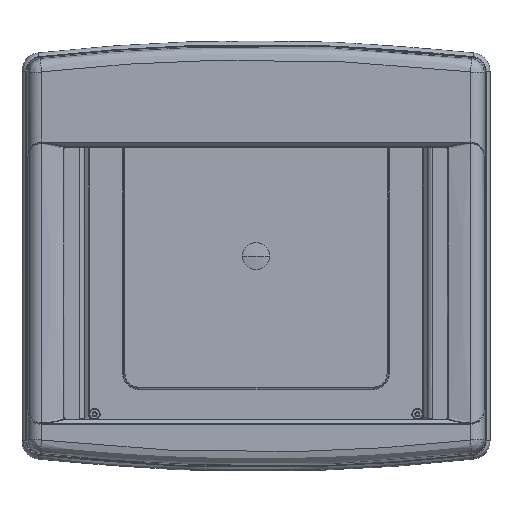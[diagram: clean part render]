
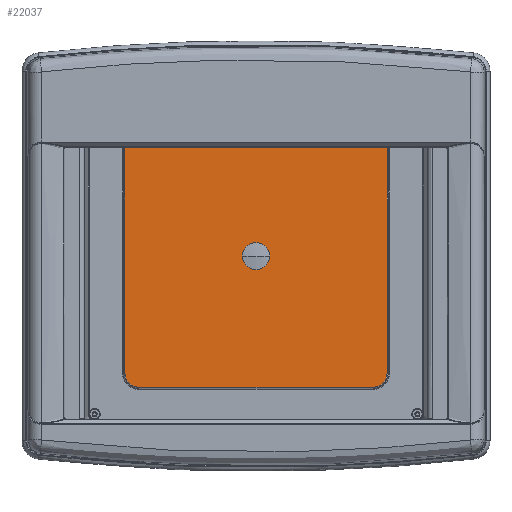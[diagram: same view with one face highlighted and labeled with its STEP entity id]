
A CAD part, top view. The second image highlights one B-rep face of the part: STEP entity #22037.
In plain terms, the highlighted planar face has unit normal (0, 0, 1).
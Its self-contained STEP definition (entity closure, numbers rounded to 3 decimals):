
#21972 = VERTEX_POINT ( 'NONE', #23038 ) ;
#22006 = EDGE_CURVE ( 'NONE', #28183, #28195, #22972, .T. ) ;
#22017 = EDGE_CURVE ( 'NONE', #22033, #22150, #23085, .T. ) ;
#22025 = ORIENTED_EDGE ( 'NONE', *, *, #22115, .F. ) ;
#22027 = EDGE_CURVE ( 'NONE', #22028, #22033, #23074, .T. ) ;
#22028 = VERTEX_POINT ( 'NONE', #23076 ) ;
#22033 = VERTEX_POINT ( 'NONE', #23087 ) ;
#22037 = ADVANCED_FACE ( 'NONE', ( #23067, #22995 ), #22983, .T. ) ;
#22039 = VERTEX_POINT ( 'NONE', #23097 ) ;
#22041 = EDGE_CURVE ( 'NONE', #22039, #22069, #23046, .T. ) ;
#22044 = ORIENTED_EDGE ( 'NONE', *, *, #22041, .F. ) ;
#22046 = EDGE_CURVE ( 'NONE', #21972, #22039, #23113, .T. ) ;
#22051 = ORIENTED_EDGE ( 'NONE', *, *, #22046, .F. ) ;
#22053 = ORIENTED_EDGE ( 'NONE', *, *, #22132, .F. ) ;
#22061 = ORIENTED_EDGE ( 'NONE', *, *, #28201, .T. ) ;
#22069 = VERTEX_POINT ( 'NONE', #23243 ) ;
#22072 = EDGE_LOOP ( 'NONE', ( #22044, #22051, #22053, #22144, #22155, #22140, #22153, #22025 ) ) ;
#22080 = ORIENTED_EDGE ( 'NONE', *, *, #22006, .T. ) ;
#22084 = EDGE_LOOP ( 'NONE', ( #22061, #22080 ) ) ;
#22115 = EDGE_CURVE ( 'NONE', #22069, #22028, #23415, .T. ) ;
#22132 = EDGE_CURVE ( 'NONE', #22138, #21972, #23505, .T. ) ;
#22135 = VERTEX_POINT ( 'NONE', #23493 ) ;
#22138 = VERTEX_POINT ( 'NONE', #23492 ) ;
#22140 = ORIENTED_EDGE ( 'NONE', *, *, #22017, .F. ) ;
#22144 = ORIENTED_EDGE ( 'NONE', *, *, #22149, .F. ) ;
#22146 = EDGE_CURVE ( 'NONE', #22150, #22135, #23412, .T. ) ;
#22149 = EDGE_CURVE ( 'NONE', #22135, #22138, #23521, .T. ) ;
#22150 = VERTEX_POINT ( 'NONE', #23487 ) ;
#22153 = ORIENTED_EDGE ( 'NONE', *, *, #22027, .F. ) ;
#22155 = ORIENTED_EDGE ( 'NONE', *, *, #22146, .F. ) ;
#22972 = CIRCLE ( 'NONE', #23110, 8. ) ;
#22980 = CARTESIAN_POINT ( 'NONE',  ( -69., -69., -38. ) ) ;
#22983 = PLANE ( 'NONE',  #23000 ) ;
#22995 = FACE_OUTER_BOUND ( 'NONE', #22072, .T. ) ;
#23000 = AXIS2_PLACEMENT_3D ( 'NONE', #23065, #23009, #23052 ) ;
#23009 = DIRECTION ( 'NONE',  ( 0., 0., 1. ) ) ;
#23038 = CARTESIAN_POINT ( 'NONE',  ( 69., 77.104, -38. ) ) ;
#23041 = DIRECTION ( 'NONE',  ( 0., -1., 0. ) ) ;
#23043 = VECTOR ( 'NONE', #23041, 1000. ) ;
#23045 = CARTESIAN_POINT ( 'NONE',  ( 77.104, 0., -38. ) ) ;
#23046 = LINE ( 'NONE', #23045, #23043 ) ;
#23052 = DIRECTION ( 'NONE',  ( 1., 0., 0. ) ) ;
#23058 = AXIS2_PLACEMENT_3D ( 'NONE', #23064, #23159, #23157 ) ;
#23064 = CARTESIAN_POINT ( 'NONE',  ( 69., 69., -38. ) ) ;
#23065 = CARTESIAN_POINT ( 'NONE',  ( -90.174, -90.174, -38. ) ) ;
#23067 = FACE_BOUND ( 'NONE', #22084, .T. ) ;
#23069 = DIRECTION ( 'NONE',  ( -1., 0., 0. ) ) ;
#23071 = VECTOR ( 'NONE', #23069, 1000. ) ;
#23073 = CARTESIAN_POINT ( 'NONE',  ( 0., -77.104, -38. ) ) ;
#23074 = LINE ( 'NONE', #23073, #23071 ) ;
#23076 = CARTESIAN_POINT ( 'NONE',  ( 69., -77.104, -38. ) ) ;
#23080 = DIRECTION ( 'NONE',  ( 1., 0., 0. ) ) ;
#23081 = DIRECTION ( 'NONE',  ( 0., 0., -1. ) ) ;
#23083 = AXIS2_PLACEMENT_3D ( 'NONE', #22980, #23081, #23080 ) ;
#23085 = CIRCLE ( 'NONE', #23083, 8.104 ) ;
#23087 = CARTESIAN_POINT ( 'NONE',  ( -69., -77.104, -38. ) ) ;
#23097 = CARTESIAN_POINT ( 'NONE',  ( 77.104, 69., -38. ) ) ;
#23106 = DIRECTION ( 'NONE',  ( -1., 0., 0. ) ) ;
#23107 = DIRECTION ( 'NONE',  ( 0., 0., -1. ) ) ;
#23109 = CARTESIAN_POINT ( 'NONE',  ( 0., 0., -38. ) ) ;
#23110 = AXIS2_PLACEMENT_3D ( 'NONE', #23109, #23107, #23106 ) ;
#23113 = CIRCLE ( 'NONE', #23058, 8.104 ) ;
#23157 = DIRECTION ( 'NONE',  ( 1., 0., 0. ) ) ;
#23159 = DIRECTION ( 'NONE',  ( 0., 0., -1. ) ) ;
#23243 = CARTESIAN_POINT ( 'NONE',  ( 77.104, -69., -38. ) ) ;
#23396 = CARTESIAN_POINT ( 'NONE',  ( 69., -69., -38. ) ) ;
#23401 = AXIS2_PLACEMENT_3D ( 'NONE', #23396, #23530, #23529 ) ;
#23411 = CARTESIAN_POINT ( 'NONE',  ( -77.104, 0., -38. ) ) ;
#23412 = LINE ( 'NONE', #23411, #23478 ) ;
#23415 = CIRCLE ( 'NONE', #23401, 8.104 ) ;
#23477 = DIRECTION ( 'NONE',  ( 0., 1., 0. ) ) ;
#23478 = VECTOR ( 'NONE', #23477, 1000. ) ;
#23483 = AXIS2_PLACEMENT_3D ( 'NONE', #23495, #23609, #23607 ) ;
#23487 = CARTESIAN_POINT ( 'NONE',  ( -77.104, -69., -38. ) ) ;
#23488 = DIRECTION ( 'NONE',  ( 1., 0., 0. ) ) ;
#23490 = VECTOR ( 'NONE', #23488, 1000. ) ;
#23492 = CARTESIAN_POINT ( 'NONE',  ( -69., 77.104, -38. ) ) ;
#23493 = CARTESIAN_POINT ( 'NONE',  ( -77.104, 69., -38. ) ) ;
#23495 = CARTESIAN_POINT ( 'NONE',  ( -69., 69., -38. ) ) ;
#23504 = CARTESIAN_POINT ( 'NONE',  ( 0., 77.104, -38. ) ) ;
#23505 = LINE ( 'NONE', #23504, #23490 ) ;
#23521 = CIRCLE ( 'NONE', #23483, 8.104 ) ;
#23529 = DIRECTION ( 'NONE',  ( 1., 0., 0. ) ) ;
#23530 = DIRECTION ( 'NONE',  ( 0., 0., -1. ) ) ;
#23607 = DIRECTION ( 'NONE',  ( 1., 0., 0. ) ) ;
#23609 = DIRECTION ( 'NONE',  ( 0., 0., -1. ) ) ;
#28183 = VERTEX_POINT ( 'NONE', #54707 ) ;
#28195 = VERTEX_POINT ( 'NONE', #54685 ) ;
#28201 = EDGE_CURVE ( 'NONE', #28195, #28183, #54661, .T. ) ;
#54657 = DIRECTION ( 'NONE',  ( -1., 0., 0. ) ) ;
#54659 = AXIS2_PLACEMENT_3D ( 'NONE', #54680, #54670, #54657 ) ;
#54661 = CIRCLE ( 'NONE', #54659, 8. ) ;
#54670 = DIRECTION ( 'NONE',  ( 0., 0., -1. ) ) ;
#54680 = CARTESIAN_POINT ( 'NONE',  ( 0., 0., -38. ) ) ;
#54685 = CARTESIAN_POINT ( 'NONE',  ( 8., 0., -38. ) ) ;
#54707 = CARTESIAN_POINT ( 'NONE',  ( -8., 0., -38. ) ) ;
